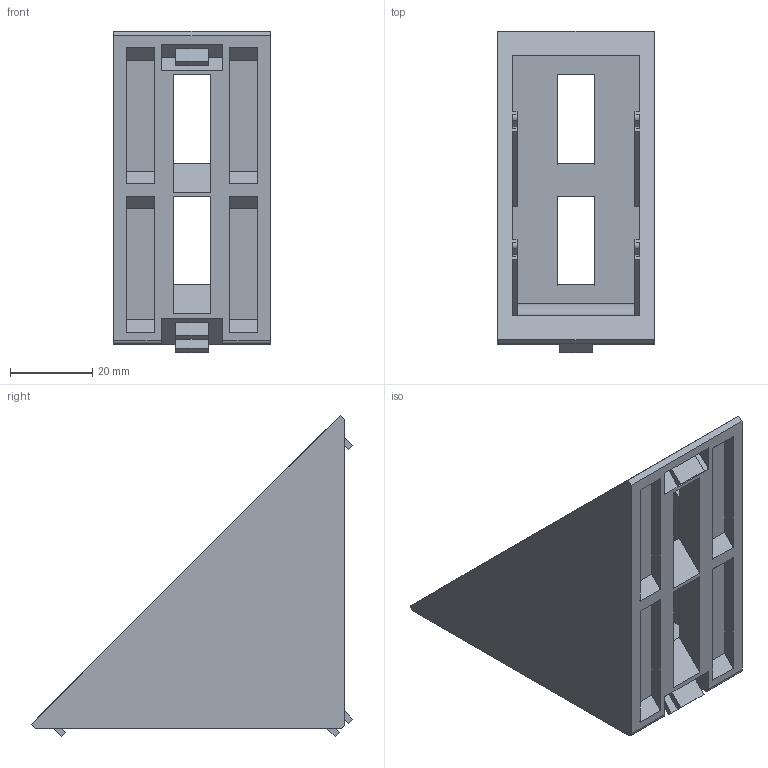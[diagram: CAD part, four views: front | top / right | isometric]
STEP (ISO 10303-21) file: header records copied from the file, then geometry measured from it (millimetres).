
FILE_DESCRIPTION(/* description */ ('STEP AP214'),/* implementation_level */ '2;1');
FILE_NAME(/* name */ '1007762.stp',/* time_stamp */ '2024-05-07T12:52:26+02:00',/* author */ ('b.steehouwer'),/* organization */ ('CADENAS'),/* preprocessor_version */ 'ST-DEVELOPER v18.1',/* originating_system */ 'Autodesk Inventor 2021',/* authorisation */ ' ');
FILE_SCHEMA (('AUTOMOTIVE_DESIGN { 1 0 10303 214 3 1 1 }'));
Length unit declared in the file: millimetre
Products named in the file (2): 1007762; 1007762-1
Assembly tree (1 placements, depth 2):
  1007762
    1007762-1
Bounding box: 38 x 77.98 x 77.98 mm (x, y, z)
Volume: 39974.1 mm3; surface area: 23366.5 mm2
Topology: 1 solids, 1 shells, 141 faces, 372 edges, 248 vertices
Faces by surface type: plane 130, cylinder 11
Entity records: 4380 total; most frequent: CARTESIAN_POINT 764, ORIENTED_EDGE 744, DIRECTION 682, EDGE_CURVE 372, LINE 350, VECTOR 350, VERTEX_POINT 248, AXIS2_PLACEMENT_3D 166
